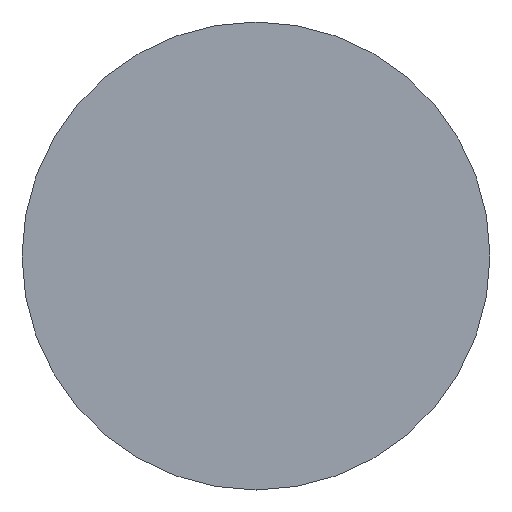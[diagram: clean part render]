
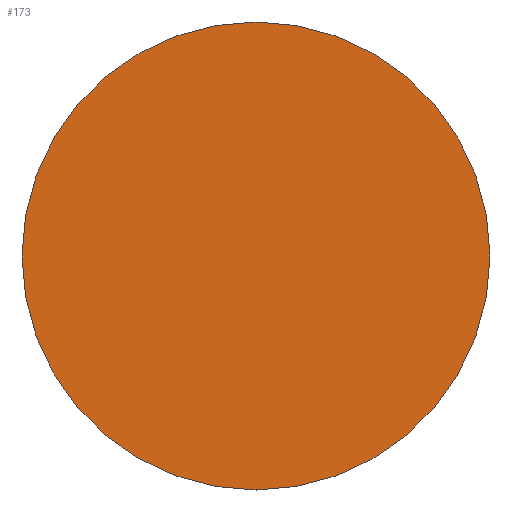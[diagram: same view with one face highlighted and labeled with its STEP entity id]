
A CAD part, left-side view. The second image highlights one B-rep face of the part: STEP entity #173.
In plain terms, the highlighted planar face has unit normal (-1, 0, 0).
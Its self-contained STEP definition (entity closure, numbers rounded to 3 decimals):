
#4 = VERTEX_POINT ( 'NONE', #110 ) ;
#7 = DIRECTION ( 'NONE',  ( 1., 0., 0. ) ) ;
#12 = ORIENTED_EDGE ( 'NONE', *, *, #167, .T. ) ;
#28 = ORIENTED_EDGE ( 'NONE', *, *, #45, .T. ) ;
#42 = EDGE_LOOP ( 'NONE', ( #28, #12 ) ) ;
#45 = EDGE_CURVE ( 'NONE', #146, #4, #132, .T. ) ;
#60 = FACE_OUTER_BOUND ( 'NONE', #42, .T. ) ;
#62 = AXIS2_PLACEMENT_3D ( 'NONE', #120, #151, #152 ) ;
#67 = PLANE ( 'NONE',  #80 ) ;
#69 = CARTESIAN_POINT ( 'NONE',  ( 115.093, 69.378, 12.5 ) ) ;
#80 = AXIS2_PLACEMENT_3D ( 'NONE', #125, #7, #103 ) ;
#87 = CARTESIAN_POINT ( 'NONE',  ( 115.093, 69.378, 0. ) ) ;
#89 = AXIS2_PLACEMENT_3D ( 'NONE', #87, #127, #102 ) ;
#102 = DIRECTION ( 'NONE',  ( 0., 0., 1. ) ) ;
#103 = DIRECTION ( 'NONE',  ( 0., 0., -1. ) ) ;
#110 = CARTESIAN_POINT ( 'NONE',  ( 115.093, 69.378, -12.5 ) ) ;
#120 = CARTESIAN_POINT ( 'NONE',  ( 115.093, 69.378, 0. ) ) ;
#125 = CARTESIAN_POINT ( 'NONE',  ( 115.093, 69.378, 0. ) ) ;
#127 = DIRECTION ( 'NONE',  ( -1., 0., 0. ) ) ;
#132 = CIRCLE ( 'NONE', #62, 12.5 ) ;
#146 = VERTEX_POINT ( 'NONE', #69 ) ;
#151 = DIRECTION ( 'NONE',  ( -1., 0., 0. ) ) ;
#152 = DIRECTION ( 'NONE',  ( 0., 0., 1. ) ) ;
#167 = EDGE_CURVE ( 'NONE', #4, #146, #182, .T. ) ;
#173 = ADVANCED_FACE ( 'NONE', ( #60 ), #67, .F. ) ;
#182 = CIRCLE ( 'NONE', #89, 12.5 ) ;
